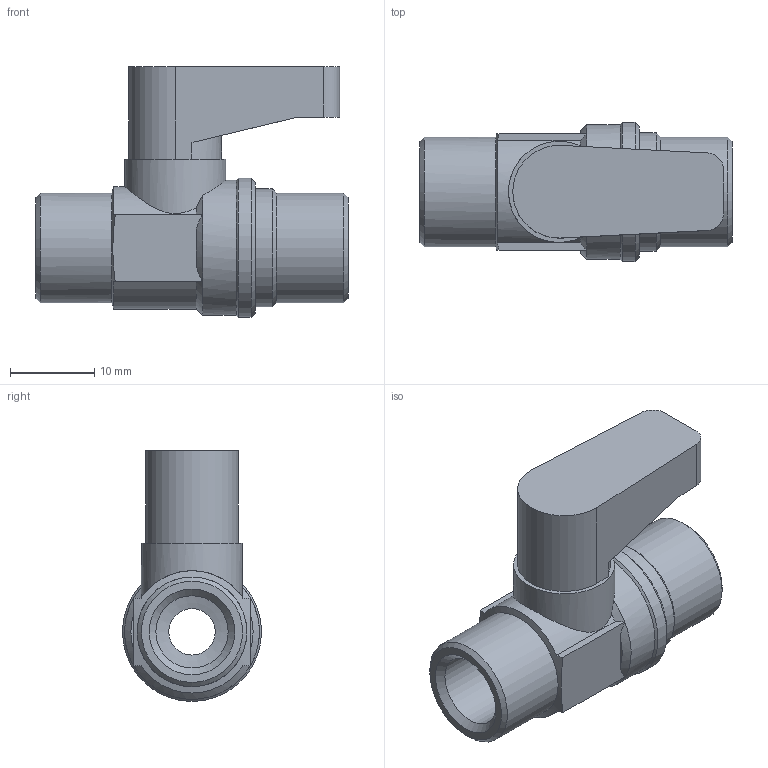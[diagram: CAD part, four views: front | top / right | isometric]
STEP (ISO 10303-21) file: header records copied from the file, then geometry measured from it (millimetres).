
FILE_DESCRIPTION(( 'MV.35V.18.18.STP' ), '1');
FILE_NAME( 'MV.35V.18.18.STP', '2018-10-05T10:48:31',( 'Sopra'),('sopra-pneumatic.com'), 'SwSTEP 2.0','SolidWorks 2009','' );
FILE_SCHEMA (('AUTOMOTIVE_DESIGN { 1 0 10303 214 1 1 1 1 }'));
Length unit declared in the file: millimetre
Products named in the file (8): Root; Kugel; Hebelgriff; Griff; Dichtung PTFE; Körper_a; Körper_b
Assembly tree (7 placements, depth 3):
  Root
    Kugel
    Hebelgriff
      Griff
    Dichtung PTFE
    Dichtung PTFE
    Körper_a
    Körper_b
Bounding box: 37 x 16.5 x 29.75 mm (x, y, z)
Volume: 7118.4 mm3; surface area: 5736.9 mm2
Topology: 7 solids, 7 shells, 113 faces, 241 edges, 161 vertices
Faces by surface type: plane 56, cylinder 39, cone 15, sphere 3
Full cylindrical faces by diameter (mm): 5.5 x5, 6 x1, 6.5 x4, 8.566 x3, 8.6 x1, 9 x2, 9.9 x4, 11 x2, 11.773 x1, 12 x1, 13 x3, 14 x1, 16 x1, 16.5 x1
Entity records: 6066 total; most frequent: CARTESIAN_POINT 1860, DIRECTION 535, PRESENTATION_STYLE_ASSIGNMENT 363, COLOUR_RGB 360, DRAUGHTING_PRE_DEFINED_CURVE_FONT 356, CURVE_STYLE 356, OVER_RIDING_STYLED_ITEM 356, ORIENTED_EDGE 356
